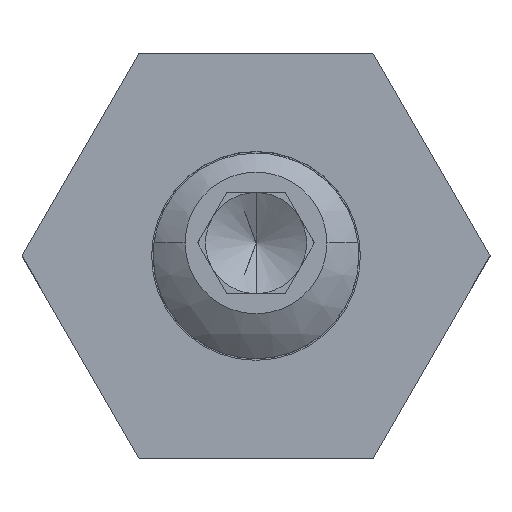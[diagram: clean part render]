
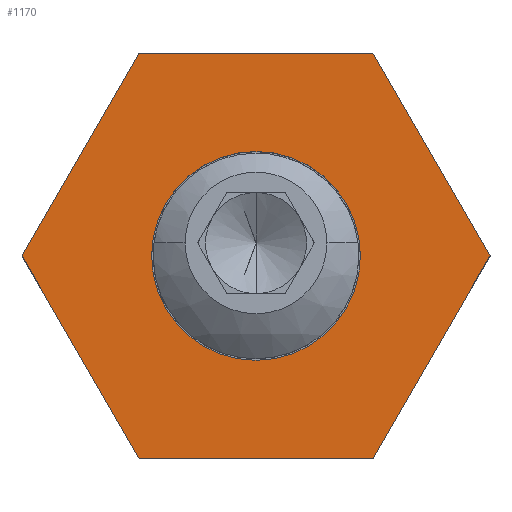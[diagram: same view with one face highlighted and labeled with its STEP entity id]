
A CAD part, top view. The second image highlights one B-rep face of the part: STEP entity #1170.
In plain terms, the highlighted planar face has unit normal (0, 0, 1).
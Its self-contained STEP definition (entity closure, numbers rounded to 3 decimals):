
#12 = VECTOR ( 'NONE', #977, 1000. ) ;
#75 = ORIENTED_EDGE ( 'NONE', *, *, #194, .T. ) ;
#88 = EDGE_CURVE ( 'NONE', #190, #828, #400, .T. ) ;
#92 = FACE_BOUND ( 'NONE', #131, .T. ) ;
#96 = VECTOR ( 'NONE', #571, 1000. ) ;
#113 = CARTESIAN_POINT ( 'NONE',  ( 4.583, 7.938, 4.763 ) ) ;
#114 = CARTESIAN_POINT ( 'NONE',  ( 0., 0., 4.763 ) ) ;
#127 = LINE ( 'NONE', #148, #1265 ) ;
#131 = EDGE_LOOP ( 'NONE', ( #299, #1168 ) ) ;
#148 = CARTESIAN_POINT ( 'NONE',  ( -9.165, 0., 4.763 ) ) ;
#190 = VERTEX_POINT ( 'NONE', #362 ) ;
#194 = EDGE_CURVE ( 'NONE', #1293, #901, #1070, .T. ) ;
#200 = ORIENTED_EDGE ( 'NONE', *, *, #1029, .T. ) ;
#213 = VERTEX_POINT ( 'NONE', #766 ) ;
#224 = VECTOR ( 'NONE', #227, 1000. ) ;
#227 = DIRECTION ( 'NONE',  ( -0.5, 0.866, 0. ) ) ;
#240 = DIRECTION ( 'NONE',  ( 1., 0., 0. ) ) ;
#241 = DIRECTION ( 'NONE',  ( 1., 0., 0. ) ) ;
#290 = EDGE_CURVE ( 'NONE', #960, #1283, #127, .T. ) ;
#294 = VERTEX_POINT ( 'NONE', #359 ) ;
#298 = EDGE_CURVE ( 'NONE', #213, #1293, #1221, .T. ) ;
#299 = ORIENTED_EDGE ( 'NONE', *, *, #88, .T. ) ;
#314 = EDGE_LOOP ( 'NONE', ( #855, #75, #1188, #734, #737, #200 ) ) ;
#341 = CARTESIAN_POINT ( 'NONE',  ( 0., 0., 4.763 ) ) ;
#359 = CARTESIAN_POINT ( 'NONE',  ( -4.583, 7.938, 4.763 ) ) ;
#362 = CARTESIAN_POINT ( 'NONE',  ( -4.089, 0., 4.763 ) ) ;
#381 = FACE_OUTER_BOUND ( 'NONE', #314, .T. ) ;
#399 = LINE ( 'NONE', #113, #1245 ) ;
#400 = CIRCLE ( 'NONE', #736, 4.089 ) ;
#409 = EDGE_CURVE ( 'NONE', #828, #190, #559, .T. ) ;
#474 = CARTESIAN_POINT ( 'NONE',  ( 4.583, 7.938, 4.763 ) ) ;
#501 = CARTESIAN_POINT ( 'NONE',  ( 13.748, 7.938, 4.763 ) ) ;
#531 = CARTESIAN_POINT ( 'NONE',  ( 9.165, 0., 4.763 ) ) ;
#555 = EDGE_CURVE ( 'NONE', #901, #294, #399, .T. ) ;
#559 = CIRCLE ( 'NONE', #851, 4.089 ) ;
#571 = DIRECTION ( 'NONE',  ( 0.5, 0.866, 0. ) ) ;
#615 = PLANE ( 'NONE',  #910 ) ;
#724 = DIRECTION ( 'NONE',  ( 1., 0., 0. ) ) ;
#734 = ORIENTED_EDGE ( 'NONE', *, *, #1254, .T. ) ;
#736 = AXIS2_PLACEMENT_3D ( 'NONE', #341, #1103, #240 ) ;
#737 = ORIENTED_EDGE ( 'NONE', *, *, #290, .T. ) ;
#758 = VECTOR ( 'NONE', #1264, 1000. ) ;
#766 = CARTESIAN_POINT ( 'NONE',  ( 4.583, -7.938, 4.763 ) ) ;
#785 = CARTESIAN_POINT ( 'NONE',  ( 4.089, 0., 4.763 ) ) ;
#790 = CARTESIAN_POINT ( 'NONE',  ( 4.583, -7.938, 4.763 ) ) ;
#816 = CARTESIAN_POINT ( 'NONE',  ( -4.583, -7.938, 4.763 ) ) ;
#828 = VERTEX_POINT ( 'NONE', #785 ) ;
#851 = AXIS2_PLACEMENT_3D ( 'NONE', #114, #898, #241 ) ;
#855 = ORIENTED_EDGE ( 'NONE', *, *, #298, .T. ) ;
#857 = CARTESIAN_POINT ( 'NONE',  ( -4.583, 7.938, 4.763 ) ) ;
#871 = DIRECTION ( 'NONE',  ( -1., 0., 0. ) ) ;
#878 = CARTESIAN_POINT ( 'NONE',  ( 9.165, 0., 4.763 ) ) ;
#898 = DIRECTION ( 'NONE',  ( 0., 0., -1. ) ) ;
#901 = VERTEX_POINT ( 'NONE', #474 ) ;
#906 = DIRECTION ( 'NONE',  ( 0.5, -0.866, 0. ) ) ;
#910 = AXIS2_PLACEMENT_3D ( 'NONE', #501, #1056, #724 ) ;
#926 = CARTESIAN_POINT ( 'NONE',  ( -9.165, 0., 4.763 ) ) ;
#929 = LINE ( 'NONE', #857, #12 ) ;
#960 = VERTEX_POINT ( 'NONE', #926 ) ;
#977 = DIRECTION ( 'NONE',  ( -0.5, -0.866, 0. ) ) ;
#980 = CARTESIAN_POINT ( 'NONE',  ( -4.583, -7.938, 4.763 ) ) ;
#1029 = EDGE_CURVE ( 'NONE', #1283, #213, #1063, .T. ) ;
#1056 = DIRECTION ( 'NONE',  ( 0., 0., 1. ) ) ;
#1063 = LINE ( 'NONE', #816, #758 ) ;
#1070 = LINE ( 'NONE', #878, #224 ) ;
#1103 = DIRECTION ( 'NONE',  ( 0., 0., -1. ) ) ;
#1168 = ORIENTED_EDGE ( 'NONE', *, *, #409, .T. ) ;
#1170 = ADVANCED_FACE ( 'NONE', ( #381, #92 ), #615, .T. ) ;
#1188 = ORIENTED_EDGE ( 'NONE', *, *, #555, .T. ) ;
#1221 = LINE ( 'NONE', #790, #96 ) ;
#1245 = VECTOR ( 'NONE', #871, 1000. ) ;
#1254 = EDGE_CURVE ( 'NONE', #294, #960, #929, .T. ) ;
#1264 = DIRECTION ( 'NONE',  ( 1., 0., 0. ) ) ;
#1265 = VECTOR ( 'NONE', #906, 1000. ) ;
#1283 = VERTEX_POINT ( 'NONE', #980 ) ;
#1293 = VERTEX_POINT ( 'NONE', #531 ) ;
